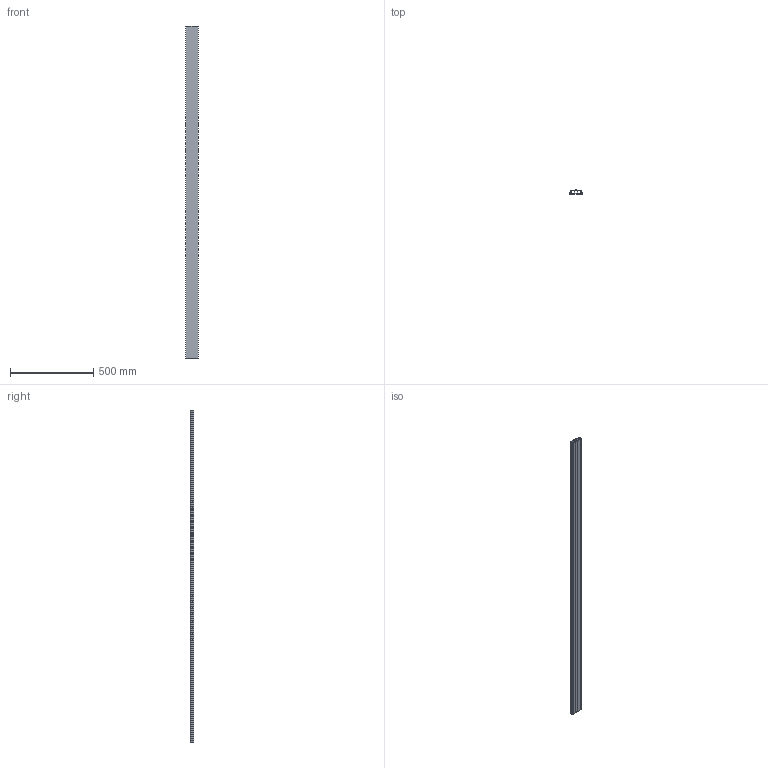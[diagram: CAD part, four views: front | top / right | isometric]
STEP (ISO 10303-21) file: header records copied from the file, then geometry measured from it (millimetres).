
FILE_DESCRIPTION (( 'STEP AP203' ), '1' );
FILE_NAME ('CKK20-080-020-1-K01 Êàáåëü-êàíàë 80õ20 ÝËÅÊÎÐ ïëèíòóñ.STEP', '2016-07-11T13:56:18', ( '' ), ( '' ), 'SwSTEP 2.0', 'SolidWorks 2014', '' );
FILE_SCHEMA (( 'CONFIG_CONTROL_DESIGN' ));
Length unit declared in the file: millimetre
Products named in the file (1): CKK20-080-020-1-K01 Êàáåëü-êàíàë 80õ20 ÝËÅÊÎÐ ïëèíòóñ
Bounding box: 77.6 x 20.8 x 2000 mm (x, y, z)
Volume: 637736 mm3; surface area: 1063668 mm2
Topology: 2 solids, 2 shells, 60 faces, 168 edges, 112 vertices
Faces by surface type: plane 54, cylinder 6
Entity records: 1987 total; most frequent: CARTESIAN_POINT 341, ORIENTED_EDGE 336, DIRECTION 302, EDGE_CURVE 168, VECTOR 156, LINE 156, VERTEX_POINT 112, AXIS2_PLACEMENT_3D 73
